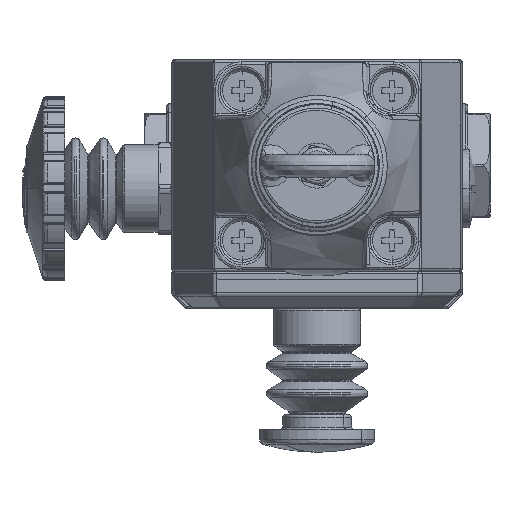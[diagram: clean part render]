
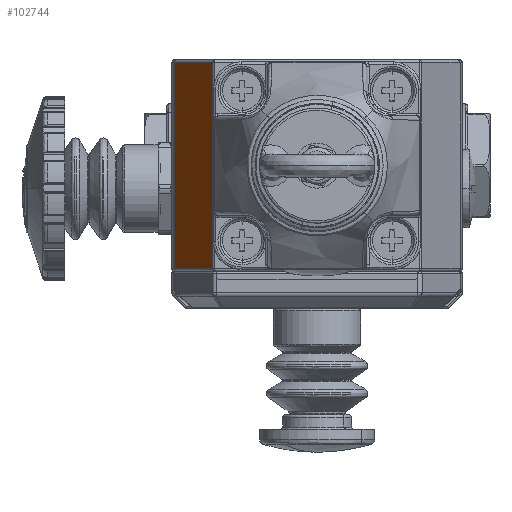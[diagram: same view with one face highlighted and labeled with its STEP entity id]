
A CAD part, front view. The second image highlights one B-rep face of the part: STEP entity #102744.
In plain terms, the highlighted planar face has unit normal (-0.906, -0.423, 0).
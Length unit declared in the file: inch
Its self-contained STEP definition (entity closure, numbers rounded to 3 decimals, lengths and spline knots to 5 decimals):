
#4260 = EDGE_CURVE ( 'NONE', #66350, #63884, #123535, .T. ) ;
#11110 = DIRECTION ( 'NONE',  ( 0.423, -0.906, 0. ) ) ;
#18137 = CARTESIAN_POINT ( 'NONE',  ( -2.9316, -7.76523, -8.74516 ) ) ;
#26324 = VECTOR ( 'NONE', #66764, 39.37008 ) ;
#29417 = CARTESIAN_POINT ( 'NONE',  ( -2.59572, -8.48554, -8.74516 ) ) ;
#35884 = CARTESIAN_POINT ( 'NONE',  ( -2.59572, -8.48554, -6.98926 ) ) ;
#36836 = CARTESIAN_POINT ( 'NONE',  ( -2.60102, -8.47417, -6.98926 ) ) ;
#53501 = VECTOR ( 'NONE', #133856, 39.37008 ) ;
#55016 = AXIS2_PLACEMENT_3D ( 'NONE', #63276, #71569, #11110 ) ;
#57696 = EDGE_CURVE ( 'NONE', #124008, #66350, #80930, .T. ) ;
#59202 = VECTOR ( 'NONE', #134513, 39.37008 ) ;
#59745 = VECTOR ( 'NONE', #99380, 39.37008 ) ;
#63276 = CARTESIAN_POINT ( 'NONE',  ( -2.59572, -8.48554, -6.70106 ) ) ;
#63884 = VERTEX_POINT ( 'NONE', #93537 ) ;
#66350 = VERTEX_POINT ( 'NONE', #18137 ) ;
#66764 = DIRECTION ( 'NONE',  ( 0.423, -0.906, 0. ) ) ;
#67757 = LINE ( 'NONE', #109683, #59745 ) ;
#69956 = CARTESIAN_POINT ( 'NONE',  ( -2.9316, -7.76523, -6.70106 ) ) ;
#71569 = DIRECTION ( 'NONE',  ( -0.906, -0.423, 0. ) ) ;
#74867 = EDGE_CURVE ( 'NONE', #124008, #111002, #88084, .T. ) ;
#80930 = LINE ( 'NONE', #69956, #53501 ) ;
#82774 = ORIENTED_EDGE ( 'NONE', *, *, #4260, .T. ) ;
#83265 = EDGE_LOOP ( 'NONE', ( #85125, #119646, #117650, #82774 ) ) ;
#85125 = ORIENTED_EDGE ( 'NONE', *, *, #120278, .T. ) ;
#88084 = LINE ( 'NONE', #35884, #26324 ) ;
#93537 = CARTESIAN_POINT ( 'NONE',  ( -2.60102, -8.47417, -8.74516 ) ) ;
#99380 = DIRECTION ( 'NONE',  ( 0., 0., 1. ) ) ;
#102744 = ADVANCED_FACE ( 'NONE', ( #103837 ), #105869, .T. ) ;
#103837 = FACE_OUTER_BOUND ( 'NONE', #83265, .T. ) ;
#105869 = PLANE ( 'NONE',  #55016 ) ;
#105918 = CARTESIAN_POINT ( 'NONE',  ( -2.9316, -7.76523, -6.98926 ) ) ;
#109683 = CARTESIAN_POINT ( 'NONE',  ( -2.60102, -8.47417, -6.70106 ) ) ;
#111002 = VERTEX_POINT ( 'NONE', #36836 ) ;
#117650 = ORIENTED_EDGE ( 'NONE', *, *, #57696, .T. ) ;
#119646 = ORIENTED_EDGE ( 'NONE', *, *, #74867, .F. ) ;
#120278 = EDGE_CURVE ( 'NONE', #63884, #111002, #67757, .T. ) ;
#123535 = LINE ( 'NONE', #29417, #59202 ) ;
#124008 = VERTEX_POINT ( 'NONE', #105918 ) ;
#133856 = DIRECTION ( 'NONE',  ( 0., 0., -1. ) ) ;
#134513 = DIRECTION ( 'NONE',  ( 0.423, -0.906, 0. ) ) ;
